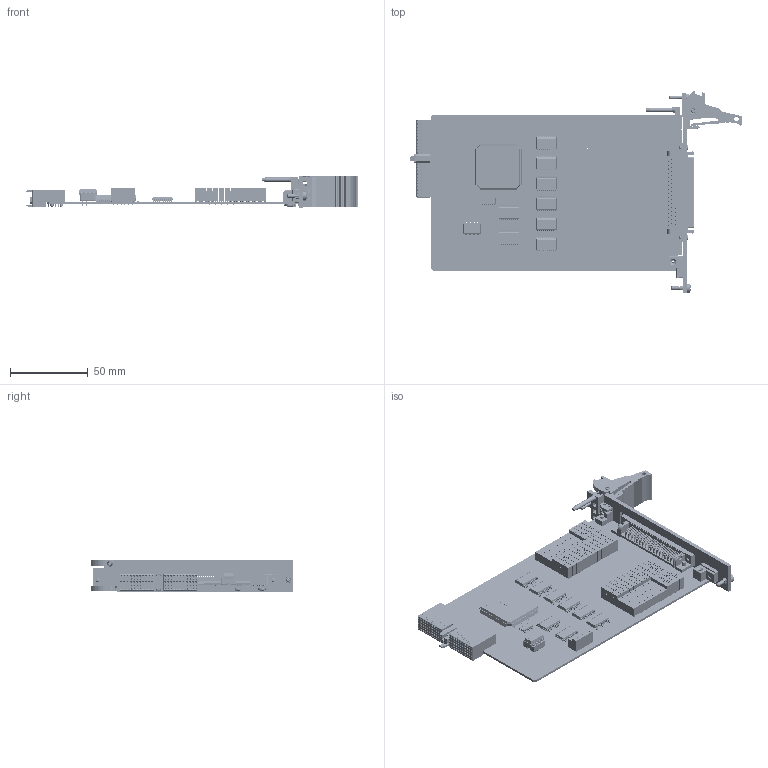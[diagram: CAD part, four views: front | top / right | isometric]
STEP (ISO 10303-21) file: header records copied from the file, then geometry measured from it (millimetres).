
FILE_DESCRIPTION (( 'STEP AP214' ), '1' );
FILE_NAME ('40-630-022 PXI Vers MUX Module.STEP', '2013-09-03T15:17:29', ( 'admin' ), ( '' ), 'SwSTEP 2.0', 'SolidWorks 2012', '' );
FILE_SCHEMA (( 'AUTOMOTIVE_DESIGN' ));
Length unit declared in the file: millimetre
Products named in the file (1): 40-630-022 PXI Vers MUX Module
Bounding box: 213.51 x 129.67 x 20 mm (x, y, z)
Surface area: 75119.5 mm2 (no closed solid volume)
Topology: 0 solids, 1456 shells, 6070 faces, 36920 edges, 31612 vertices
Faces by surface type: plane 5094, cylinder 874, bspline 50, cone 26, torus 17, sphere 9
Full cylindrical faces by diameter (mm): 0.131 x1, 0.146 x1, 0.187 x4, 0.5 x3, 0.6 x110, 0.759 x123, 0.797 x34, 1 x111, 1.1 x30, 1.418 x4, 1.496 x2, 2 x7, 2.05 x1, 2.497 x1, 2.5 x5, 2.6 x3, 2.7 x1, 2.8 x1, 3 x3, 4.7 x1, 5 x6, 5.3 x1, 6 x2
Entity records: 501324 total; most frequent: CARTESIAN_POINT 172823, DIRECTION 45438, ORIENTED_EDGE 44115, EDGE_CURVE 36324, VERTEX_POINT 31495, LINE 26206, VECTOR 26206, AXIS2_PLACEMENT_3D 9616
